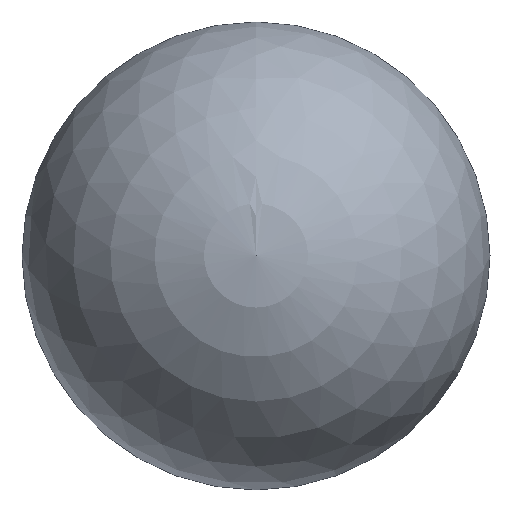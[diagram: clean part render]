
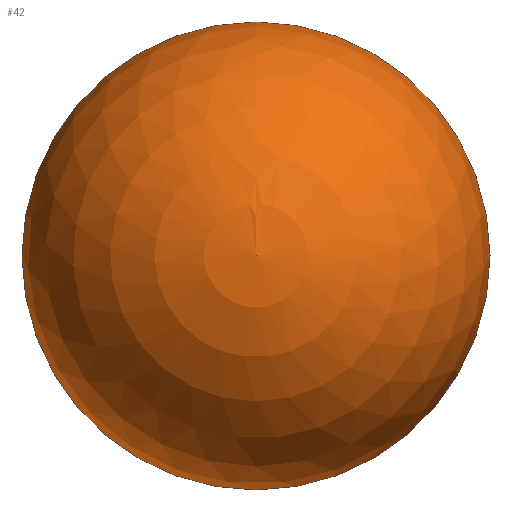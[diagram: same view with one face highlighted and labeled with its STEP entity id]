
A CAD part, top view. The second image highlights one B-rep face of the part: STEP entity #42.
In plain terms, the highlighted spherical face has radius 17.462 mm.
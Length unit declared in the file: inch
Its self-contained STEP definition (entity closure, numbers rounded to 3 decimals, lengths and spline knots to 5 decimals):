
#4 = DIRECTION ( 'NONE',  ( 0., 1., 0. ) ) ;
#8 = CARTESIAN_POINT ( 'NONE',  ( 0., 0., 0. ) ) ;
#14 = ORIENTED_EDGE ( 'NONE', *, *, #20, .F. ) ;
#20 = EDGE_CURVE ( 'NONE', #119, #96, #113, .T. ) ;
#34 = DIRECTION ( 'NONE',  ( 0., 0., -1. ) ) ;
#35 = CARTESIAN_POINT ( 'NONE',  ( 0., 0., 0. ) ) ;
#37 = SPHERICAL_SURFACE ( 'NONE', #120, 0.6875 ) ;
#41 = CARTESIAN_POINT ( 'NONE',  ( 0.6875, 0., 0. ) ) ;
#42 = ADVANCED_FACE ( 'NONE', ( #117 ), #37, .T. ) ;
#43 = DIRECTION ( 'NONE',  ( 1., 0., 0. ) ) ;
#46 = AXIS2_PLACEMENT_3D ( 'NONE', #79, #90, #43 ) ;
#52 = EDGE_LOOP ( 'NONE', ( #14, #105 ) ) ;
#68 = EDGE_CURVE ( 'NONE', #119, #96, #93, .T. ) ;
#69 = DIRECTION ( 'NONE',  ( 0., 1., 0. ) ) ;
#71 = AXIS2_PLACEMENT_3D ( 'NONE', #8, #77, #69 ) ;
#77 = DIRECTION ( 'NONE',  ( 0., 0., -1. ) ) ;
#79 = CARTESIAN_POINT ( 'NONE',  ( 0., 0., 0. ) ) ;
#90 = DIRECTION ( 'NONE',  ( 0., 0., 1. ) ) ;
#93 = CIRCLE ( 'NONE', #46, 0.6875 ) ;
#96 = VERTEX_POINT ( 'NONE', #110 ) ;
#105 = ORIENTED_EDGE ( 'NONE', *, *, #68, .T. ) ;
#110 = CARTESIAN_POINT ( 'NONE',  ( -0.6875, 0., 0. ) ) ;
#113 = CIRCLE ( 'NONE', #71, 0.6875 ) ;
#117 = FACE_OUTER_BOUND ( 'NONE', #52, .T. ) ;
#119 = VERTEX_POINT ( 'NONE', #41 ) ;
#120 = AXIS2_PLACEMENT_3D ( 'NONE', #35, #34, #4 ) ;
